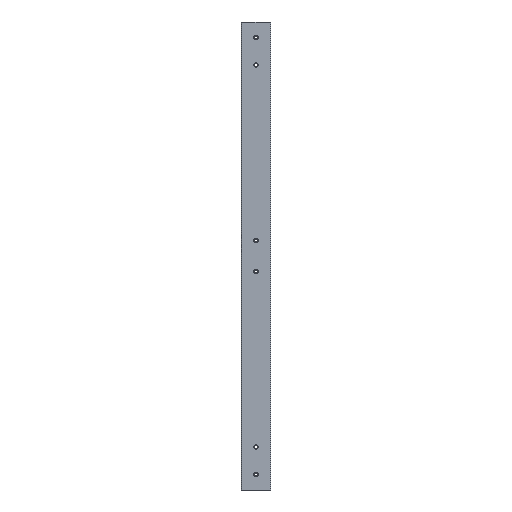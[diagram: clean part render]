
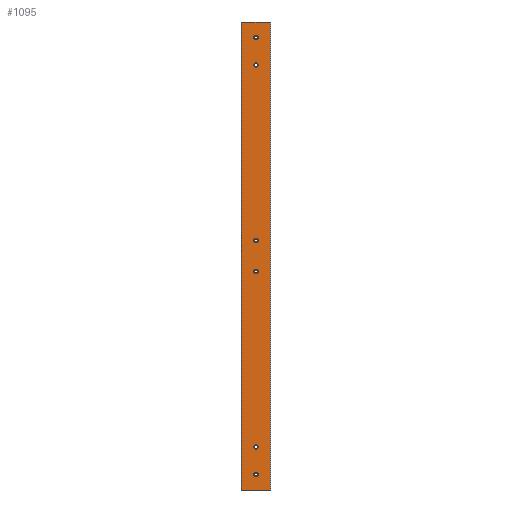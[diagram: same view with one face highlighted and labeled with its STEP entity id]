
A CAD part, front view. The second image highlights one B-rep face of the part: STEP entity #1095.
In plain terms, the highlighted planar face has unit normal (0, -1, 0).
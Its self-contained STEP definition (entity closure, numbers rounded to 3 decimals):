
#17 = ORIENTED_EDGE ( 'NONE', *, *, #272, .T. ) ;
#85 = CARTESIAN_POINT ( 'NONE',  ( 0., 0., 179.314 ) ) ;
#91 = CIRCLE ( 'NONE', #2072, 1.76 ) ;
#95 = CARTESIAN_POINT ( 'NONE',  ( 0., 0., 35.314 ) ) ;
#103 = VERTEX_POINT ( 'NONE', #3045 ) ;
#128 = VERTEX_POINT ( 'NONE', #1889 ) ;
#130 = LINE ( 'NONE', #1077, #1271 ) ;
#167 = AXIS2_PLACEMENT_3D ( 'NONE', #85, #1030, #1981 ) ;
#222 = DIRECTION ( 'NONE',  ( 0., 0., 1. ) ) ;
#237 = CARTESIAN_POINT ( 'NONE',  ( 11.75, 0., 384. ) ) ;
#247 = DIRECTION ( 'NONE',  ( 0., 1., 0. ) ) ;
#272 = EDGE_CURVE ( 'NONE', #398, #538, #1693, .T. ) ;
#295 = EDGE_CURVE ( 'NONE', #796, #128, #2386, .T. ) ;
#321 = DIRECTION ( 'NONE',  ( 0., 0., 1. ) ) ;
#341 = EDGE_LOOP ( 'NONE', ( #1361, #1316 ) ) ;
#355 = ORIENTED_EDGE ( 'NONE', *, *, #716, .T. ) ;
#383 = AXIS2_PLACEMENT_3D ( 'NONE', #603, #1554, #2733 ) ;
#398 = VERTEX_POINT ( 'NONE', #2015 ) ;
#517 = DIRECTION ( 'NONE',  ( 1., 0., 0. ) ) ;
#538 = VERTEX_POINT ( 'NONE', #1627 ) ;
#541 = DIRECTION ( 'NONE',  ( 0., 0., 1. ) ) ;
#582 = VERTEX_POINT ( 'NONE', #1408 ) ;
#603 = CARTESIAN_POINT ( 'NONE',  ( 0., 0., 348.686 ) ) ;
#664 = VECTOR ( 'NONE', #1141, 1000. ) ;
#670 = CARTESIAN_POINT ( 'NONE',  ( 11.75, 0., 384. ) ) ;
#688 = CARTESIAN_POINT ( 'NONE',  ( 0., 0., 37.074 ) ) ;
#716 = EDGE_CURVE ( 'NONE', #103, #398, #130, .T. ) ;
#730 = EDGE_CURVE ( 'NONE', #538, #2381, #1936, .T. ) ;
#738 = AXIS2_PLACEMENT_3D ( 'NONE', #1228, #2820, #1199 ) ;
#740 = CARTESIAN_POINT ( 'NONE',  ( -12., 0., 384. ) ) ;
#765 = VECTOR ( 'NONE', #517, 1000. ) ;
#796 = VERTEX_POINT ( 'NONE', #688 ) ;
#826 = EDGE_CURVE ( 'NONE', #2080, #582, #2781, .T. ) ;
#843 = DIRECTION ( 'NONE',  ( 0., 0., 1. ) ) ;
#850 = DIRECTION ( 'NONE',  ( 0., 0., 1. ) ) ;
#869 = EDGE_CURVE ( 'NONE', #1856, #1551, #1412, .T. ) ;
#893 = DIRECTION ( 'NONE',  ( 0., 1., 0. ) ) ;
#901 = ORIENTED_EDGE ( 'NONE', *, *, #2434, .T. ) ;
#906 = ORIENTED_EDGE ( 'NONE', *, *, #1179, .T. ) ;
#921 = DIRECTION ( 'NONE',  ( 0., 1., 0. ) ) ;
#924 = FACE_BOUND ( 'NONE', #2844, .T. ) ;
#965 = ORIENTED_EDGE ( 'NONE', *, *, #1570, .T. ) ;
#978 = AXIS2_PLACEMENT_3D ( 'NONE', #1859, #2797, #1637 ) ;
#990 = CARTESIAN_POINT ( 'NONE',  ( 0., 0., 371.314 ) ) ;
#1017 = ORIENTED_EDGE ( 'NONE', *, *, #295, .T. ) ;
#1027 = ORIENTED_EDGE ( 'NONE', *, *, #2153, .T. ) ;
#1030 = DIRECTION ( 'NONE',  ( 0., 1., 0. ) ) ;
#1073 = DIRECTION ( 'NONE',  ( 0., 1., 0. ) ) ;
#1077 = CARTESIAN_POINT ( 'NONE',  ( -11.75, 0., 384. ) ) ;
#1091 = CIRCLE ( 'NONE', #738, 1.76 ) ;
#1095 = ADVANCED_FACE ( 'NONE', ( #1161, #2103, #2372, #3037, #924, #1864, #2572 ), #2586, .F. ) ;
#1141 = DIRECTION ( 'NONE',  ( 0., 0., 1. ) ) ;
#1159 = VERTEX_POINT ( 'NONE', #2451 ) ;
#1161 = FACE_BOUND ( 'NONE', #2739, .T. ) ;
#1179 = EDGE_CURVE ( 'NONE', #2730, #1729, #2443, .T. ) ;
#1199 = DIRECTION ( 'NONE',  ( 0., 0., 1. ) ) ;
#1228 = CARTESIAN_POINT ( 'NONE',  ( 0., 0., 204.686 ) ) ;
#1271 = VECTOR ( 'NONE', #2022, 1000. ) ;
#1284 = ORIENTED_EDGE ( 'NONE', *, *, #869, .T. ) ;
#1295 = CIRCLE ( 'NONE', #2027, 1.76 ) ;
#1316 = ORIENTED_EDGE ( 'NONE', *, *, #1774, .T. ) ;
#1361 = ORIENTED_EDGE ( 'NONE', *, *, #2277, .T. ) ;
#1364 = AXIS2_PLACEMENT_3D ( 'NONE', #2870, #921, #2569 ) ;
#1404 = CARTESIAN_POINT ( 'NONE',  ( 0., 0., 177.554 ) ) ;
#1405 = CARTESIAN_POINT ( 'NONE',  ( -12., 0., 384. ) ) ;
#1408 = CARTESIAN_POINT ( 'NONE',  ( 0., 0., 373.074 ) ) ;
#1412 = CIRCLE ( 'NONE', #1364, 1.76 ) ;
#1458 = AXIS2_PLACEMENT_3D ( 'NONE', #990, #2640, #1843 ) ;
#1463 = VERTEX_POINT ( 'NONE', #1651 ) ;
#1486 = EDGE_LOOP ( 'NONE', ( #2165, #355, #17, #1575 ) ) ;
#1496 = CARTESIAN_POINT ( 'NONE',  ( 0., 0., 12.686 ) ) ;
#1510 = AXIS2_PLACEMENT_3D ( 'NONE', #95, #2903, #321 ) ;
#1551 = VERTEX_POINT ( 'NONE', #2324 ) ;
#1554 = DIRECTION ( 'NONE',  ( 0., 1., 0. ) ) ;
#1570 = EDGE_CURVE ( 'NONE', #1159, #1463, #2507, .T. ) ;
#1575 = ORIENTED_EDGE ( 'NONE', *, *, #730, .T. ) ;
#1597 = DIRECTION ( 'NONE',  ( 0., 1., 0. ) ) ;
#1616 = EDGE_LOOP ( 'NONE', ( #2694, #906 ) ) ;
#1627 = CARTESIAN_POINT ( 'NONE',  ( 11.75, 0., 0. ) ) ;
#1637 = DIRECTION ( 'NONE',  ( 0., 0., 1. ) ) ;
#1651 = CARTESIAN_POINT ( 'NONE',  ( 0., 0., 206.446 ) ) ;
#1680 = CIRCLE ( 'NONE', #383, 1.76 ) ;
#1693 = LINE ( 'NONE', #2642, #765 ) ;
#1729 = VERTEX_POINT ( 'NONE', #1771 ) ;
#1732 = VECTOR ( 'NONE', #2389, 1000. ) ;
#1762 = EDGE_CURVE ( 'NONE', #582, #2080, #2661, .T. ) ;
#1771 = CARTESIAN_POINT ( 'NONE',  ( 0., 0., 181.074 ) ) ;
#1774 = EDGE_CURVE ( 'NONE', #2735, #2209, #1295, .T. ) ;
#1795 = EDGE_CURVE ( 'NONE', #1551, #1856, #1680, .T. ) ;
#1799 = DIRECTION ( 'NONE',  ( 0., 1., 0. ) ) ;
#1843 = DIRECTION ( 'NONE',  ( 0., 0., 1. ) ) ;
#1856 = VERTEX_POINT ( 'NONE', #2292 ) ;
#1859 = CARTESIAN_POINT ( 'NONE',  ( 0., 0., 204.686 ) ) ;
#1864 = FACE_BOUND ( 'NONE', #2420, .T. ) ;
#1889 = CARTESIAN_POINT ( 'NONE',  ( 0., 0., 33.554 ) ) ;
#1936 = LINE ( 'NONE', #670, #664 ) ;
#1970 = DIRECTION ( 'NONE',  ( 0., 0., 1. ) ) ;
#1981 = DIRECTION ( 'NONE',  ( 0., 0., 1. ) ) ;
#2015 = CARTESIAN_POINT ( 'NONE',  ( -11.75, 0., 0. ) ) ;
#2022 = DIRECTION ( 'NONE',  ( 0., 0., -1. ) ) ;
#2027 = AXIS2_PLACEMENT_3D ( 'NONE', #1496, #1073, #843 ) ;
#2072 = AXIS2_PLACEMENT_3D ( 'NONE', #2257, #893, #2961 ) ;
#2080 = VERTEX_POINT ( 'NONE', #2474 ) ;
#2103 = FACE_BOUND ( 'NONE', #1616, .T. ) ;
#2153 = EDGE_CURVE ( 'NONE', #128, #796, #2960, .T. ) ;
#2165 = ORIENTED_EDGE ( 'NONE', *, *, #3009, .F. ) ;
#2209 = VERTEX_POINT ( 'NONE', #3008 ) ;
#2257 = CARTESIAN_POINT ( 'NONE',  ( 0., 0., 179.314 ) ) ;
#2277 = EDGE_CURVE ( 'NONE', #2209, #2735, #2422, .T. ) ;
#2292 = CARTESIAN_POINT ( 'NONE',  ( 0., 0., 346.926 ) ) ;
#2324 = CARTESIAN_POINT ( 'NONE',  ( 0., 0., 350.446 ) ) ;
#2328 = CARTESIAN_POINT ( 'NONE',  ( 0., 0., 10.926 ) ) ;
#2372 = FACE_OUTER_BOUND ( 'NONE', #1486, .T. ) ;
#2381 = VERTEX_POINT ( 'NONE', #237 ) ;
#2386 = CIRCLE ( 'NONE', #1510, 1.76 ) ;
#2389 = DIRECTION ( 'NONE',  ( 1., 0., 0. ) ) ;
#2420 = EDGE_LOOP ( 'NONE', ( #901, #965 ) ) ;
#2422 = CIRCLE ( 'NONE', #2563, 1.76 ) ;
#2434 = EDGE_CURVE ( 'NONE', #1463, #1159, #1091, .T. ) ;
#2443 = CIRCLE ( 'NONE', #167, 1.76 ) ;
#2451 = CARTESIAN_POINT ( 'NONE',  ( 0., 0., 202.926 ) ) ;
#2456 = DIRECTION ( 'NONE',  ( 0., 1., 0. ) ) ;
#2459 = CARTESIAN_POINT ( 'NONE',  ( 0., 0., 371.314 ) ) ;
#2474 = CARTESIAN_POINT ( 'NONE',  ( 0., 0., 369.554 ) ) ;
#2507 = CIRCLE ( 'NONE', #978, 1.76 ) ;
#2563 = AXIS2_PLACEMENT_3D ( 'NONE', #2729, #1597, #850 ) ;
#2569 = DIRECTION ( 'NONE',  ( 0., 0., 1. ) ) ;
#2570 = ORIENTED_EDGE ( 'NONE', *, *, #826, .T. ) ;
#2572 = FACE_BOUND ( 'NONE', #3052, .T. ) ;
#2586 = PLANE ( 'NONE',  #2587 ) ;
#2587 = AXIS2_PLACEMENT_3D ( 'NONE', #1405, #247, #222 ) ;
#2607 = AXIS2_PLACEMENT_3D ( 'NONE', #2459, #1799, #541 ) ;
#2640 = DIRECTION ( 'NONE',  ( 0., 1., 0. ) ) ;
#2642 = CARTESIAN_POINT ( 'NONE',  ( -12., 0., 0. ) ) ;
#2660 = EDGE_CURVE ( 'NONE', #1729, #2730, #91, .T. ) ;
#2661 = CIRCLE ( 'NONE', #2607, 1.76 ) ;
#2694 = ORIENTED_EDGE ( 'NONE', *, *, #2660, .T. ) ;
#2722 = ORIENTED_EDGE ( 'NONE', *, *, #1795, .T. ) ;
#2729 = CARTESIAN_POINT ( 'NONE',  ( 0., 0., 12.686 ) ) ;
#2730 = VERTEX_POINT ( 'NONE', #1404 ) ;
#2733 = DIRECTION ( 'NONE',  ( 0., 0., 1. ) ) ;
#2735 = VERTEX_POINT ( 'NONE', #2328 ) ;
#2739 = EDGE_LOOP ( 'NONE', ( #3024, #2570 ) ) ;
#2781 = CIRCLE ( 'NONE', #1458, 1.76 ) ;
#2797 = DIRECTION ( 'NONE',  ( 0., 1., 0. ) ) ;
#2805 = AXIS2_PLACEMENT_3D ( 'NONE', #2919, #2456, #1970 ) ;
#2820 = DIRECTION ( 'NONE',  ( 0., 1., 0. ) ) ;
#2821 = LINE ( 'NONE', #740, #1732 ) ;
#2844 = EDGE_LOOP ( 'NONE', ( #1017, #1027 ) ) ;
#2870 = CARTESIAN_POINT ( 'NONE',  ( 0., 0., 348.686 ) ) ;
#2903 = DIRECTION ( 'NONE',  ( 0., 1., 0. ) ) ;
#2919 = CARTESIAN_POINT ( 'NONE',  ( 0., 0., 35.314 ) ) ;
#2960 = CIRCLE ( 'NONE', #2805, 1.76 ) ;
#2961 = DIRECTION ( 'NONE',  ( 0., 0., 1. ) ) ;
#3008 = CARTESIAN_POINT ( 'NONE',  ( 0., 0., 14.446 ) ) ;
#3009 = EDGE_CURVE ( 'NONE', #103, #2381, #2821, .T. ) ;
#3024 = ORIENTED_EDGE ( 'NONE', *, *, #1762, .T. ) ;
#3037 = FACE_BOUND ( 'NONE', #341, .T. ) ;
#3045 = CARTESIAN_POINT ( 'NONE',  ( -11.75, 0., 384. ) ) ;
#3052 = EDGE_LOOP ( 'NONE', ( #2722, #1284 ) ) ;
